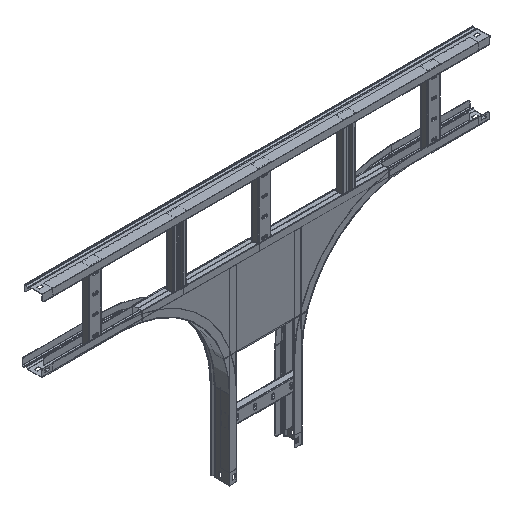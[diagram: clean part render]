
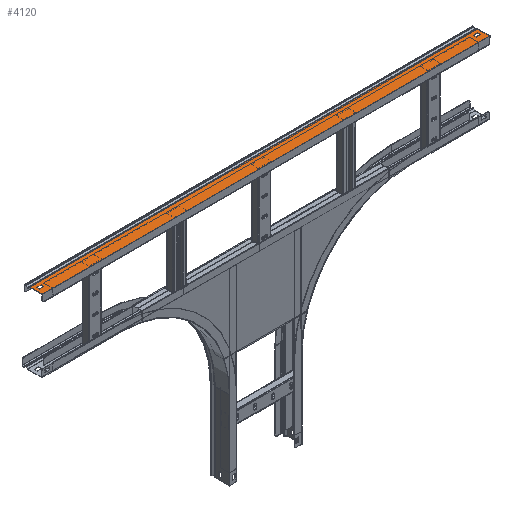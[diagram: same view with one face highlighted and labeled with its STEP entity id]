
A CAD part, isometric view. The second image highlights one B-rep face of the part: STEP entity #4120.
In plain terms, the highlighted face is planar.
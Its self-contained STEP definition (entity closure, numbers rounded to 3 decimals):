
#111 = CARTESIAN_POINT ( 'NONE',  ( 0., 34.499, -617. ) ) ;
#266 = LINE ( 'NONE', #3537, #8073 ) ;
#387 = DIRECTION ( 'NONE',  ( 0., 0., 1. ) ) ;
#447 = EDGE_CURVE ( 'NONE', #9555, #4000, #1607, .T. ) ;
#452 = DIRECTION ( 'NONE',  ( 0., -1., 0. ) ) ;
#492 = VERTEX_POINT ( 'NONE', #5479 ) ;
#600 = ORIENTED_EDGE ( 'NONE', *, *, #4373, .T. ) ;
#671 = VECTOR ( 'NONE', #9514, 1000. ) ;
#683 = LINE ( 'NONE', #2787, #3695 ) ;
#725 = CARTESIAN_POINT ( 'NONE',  ( 0., 0., 617. ) ) ;
#866 = LINE ( 'NONE', #6116, #9634 ) ;
#869 = CARTESIAN_POINT ( 'NONE',  ( 0., 2.2, -617. ) ) ;
#871 = VERTEX_POINT ( 'NONE', #9401 ) ;
#948 = CARTESIAN_POINT ( 'NONE',  ( 0., 17.5, 608. ) ) ;
#955 = DIRECTION ( 'NONE',  ( 0., 0., 1. ) ) ;
#1076 = EDGE_CURVE ( 'NONE', #4149, #8332, #9028, .T. ) ;
#1092 = CARTESIAN_POINT ( 'NONE',  ( 0., 35.525, 617. ) ) ;
#1095 = FACE_OUTER_BOUND ( 'NONE', #8267, .T. ) ;
#1129 = VERTEX_POINT ( 'NONE', #6506 ) ;
#1136 = LINE ( 'NONE', #7929, #4542 ) ;
#1171 = DIRECTION ( 'NONE',  ( 0., 0., -1. ) ) ;
#1199 = EDGE_CURVE ( 'NONE', #6863, #1269, #2986, .T. ) ;
#1214 = VECTOR ( 'NONE', #387, 1000. ) ;
#1269 = VERTEX_POINT ( 'NONE', #4362 ) ;
#1292 = AXIS2_PLACEMENT_3D ( 'NONE', #2827, #7491, #3617 ) ;
#1337 = DIRECTION ( 'NONE',  ( 0., 1., 0. ) ) ;
#1463 = LINE ( 'NONE', #9673, #1214 ) ;
#1607 = LINE ( 'NONE', #4707, #4511 ) ;
#1706 = DIRECTION ( 'NONE',  ( 0., 1., 0. ) ) ;
#1738 = LINE ( 'NONE', #8313, #2198 ) ;
#1747 = ORIENTED_EDGE ( 'NONE', *, *, #7414, .F. ) ;
#1889 = LINE ( 'NONE', #3357, #5967 ) ;
#1917 = ORIENTED_EDGE ( 'NONE', *, *, #3799, .F. ) ;
#1984 = VERTEX_POINT ( 'NONE', #6509 ) ;
#2015 = EDGE_CURVE ( 'NONE', #1984, #2968, #683, .T. ) ;
#2023 = DIRECTION ( 'NONE',  ( 0., 1., 0. ) ) ;
#2031 = CARTESIAN_POINT ( 'NONE',  ( 0., 0., -617. ) ) ;
#2198 = VECTOR ( 'NONE', #6009, 1000. ) ;
#2224 = VERTEX_POINT ( 'NONE', #948 ) ;
#2283 = DIRECTION ( 'NONE',  ( 0., -1., 0. ) ) ;
#2352 = EDGE_CURVE ( 'NONE', #2968, #492, #4913, .T. ) ;
#2372 = EDGE_CURVE ( 'NONE', #9257, #6863, #1136, .T. ) ;
#2787 = CARTESIAN_POINT ( 'NONE',  ( 0., 24.5, 596. ) ) ;
#2827 = CARTESIAN_POINT ( 'NONE',  ( 0., 2.2, -617. ) ) ;
#2968 = VERTEX_POINT ( 'NONE', #5993 ) ;
#2986 = LINE ( 'NONE', #3640, #3596 ) ;
#3045 = LINE ( 'NONE', #3128, #4277 ) ;
#3128 = CARTESIAN_POINT ( 'NONE',  ( 0., 17.5, -608. ) ) ;
#3357 = CARTESIAN_POINT ( 'NONE',  ( 0., 24.5, -596. ) ) ;
#3374 = CARTESIAN_POINT ( 'NONE',  ( 0., 24.5, -608. ) ) ;
#3388 = CARTESIAN_POINT ( 'NONE',  ( 0., 17.5, -596. ) ) ;
#3445 = ORIENTED_EDGE ( 'NONE', *, *, #2352, .T. ) ;
#3492 = EDGE_CURVE ( 'NONE', #7159, #7623, #8838, .T. ) ;
#3537 = CARTESIAN_POINT ( 'NONE',  ( 0., 17.5, 608. ) ) ;
#3596 = VECTOR ( 'NONE', #5075, 1000. ) ;
#3617 = DIRECTION ( 'NONE',  ( 0., 0., -1. ) ) ;
#3640 = CARTESIAN_POINT ( 'NONE',  ( 0., 2.2, -617. ) ) ;
#3685 = LINE ( 'NONE', #4633, #5380 ) ;
#3695 = VECTOR ( 'NONE', #1337, 1000. ) ;
#3799 = EDGE_CURVE ( 'NONE', #1269, #4000, #1463, .T. ) ;
#3999 = ORIENTED_EDGE ( 'NONE', *, *, #1076, .F. ) ;
#4000 = VERTEX_POINT ( 'NONE', #1092 ) ;
#4020 = DIRECTION ( 'NONE',  ( 0., 0., 1. ) ) ;
#4120 = ADVANCED_FACE ( 'NONE', ( #1095, #5917, #4979 ), #7450, .F. ) ;
#4149 = VERTEX_POINT ( 'NONE', #8186 ) ;
#4277 = VECTOR ( 'NONE', #4020, 1000. ) ;
#4362 = CARTESIAN_POINT ( 'NONE',  ( 0., 35.525, -617. ) ) ;
#4373 = EDGE_CURVE ( 'NONE', #492, #2224, #866, .T. ) ;
#4511 = VECTOR ( 'NONE', #1706, 1000. ) ;
#4542 = VECTOR ( 'NONE', #4864, 1000. ) ;
#4576 = ORIENTED_EDGE ( 'NONE', *, *, #2372, .F. ) ;
#4633 = CARTESIAN_POINT ( 'NONE',  ( 0., 24.5, -608. ) ) ;
#4644 = VECTOR ( 'NONE', #452, 1000. ) ;
#4707 = CARTESIAN_POINT ( 'NONE',  ( 0., 36.184, 617. ) ) ;
#4826 = EDGE_CURVE ( 'NONE', #2224, #1984, #266, .T. ) ;
#4864 = DIRECTION ( 'NONE',  ( 0., 1., 0. ) ) ;
#4913 = LINE ( 'NONE', #5689, #671 ) ;
#4979 = FACE_BOUND ( 'NONE', #9927, .T. ) ;
#5075 = DIRECTION ( 'NONE',  ( 0., 1., 0. ) ) ;
#5255 = ORIENTED_EDGE ( 'NONE', *, *, #1199, .F. ) ;
#5291 = LINE ( 'NONE', #8137, #7535 ) ;
#5380 = VECTOR ( 'NONE', #2283, 1000. ) ;
#5479 = CARTESIAN_POINT ( 'NONE',  ( 0., 24.5, 608. ) ) ;
#5541 = VECTOR ( 'NONE', #1171, 1000. ) ;
#5689 = CARTESIAN_POINT ( 'NONE',  ( 0., 24.5, 608. ) ) ;
#5776 = ORIENTED_EDGE ( 'NONE', *, *, #4826, .T. ) ;
#5787 = DIRECTION ( 'NONE',  ( 0., 0., -1. ) ) ;
#5917 = FACE_BOUND ( 'NONE', #7029, .T. ) ;
#5967 = VECTOR ( 'NONE', #8709, 1000. ) ;
#5993 = CARTESIAN_POINT ( 'NONE',  ( 0., 24.5, 596. ) ) ;
#6000 = EDGE_CURVE ( 'NONE', #871, #9555, #5291, .T. ) ;
#6009 = DIRECTION ( 'NONE',  ( 0., -1., 0. ) ) ;
#6116 = CARTESIAN_POINT ( 'NONE',  ( 0., 24.5, 608. ) ) ;
#6399 = ORIENTED_EDGE ( 'NONE', *, *, #8308, .F. ) ;
#6481 = CARTESIAN_POINT ( 'NONE',  ( 0., 34.499, 617. ) ) ;
#6506 = CARTESIAN_POINT ( 'NONE',  ( 0., 17.5, -608. ) ) ;
#6509 = CARTESIAN_POINT ( 'NONE',  ( 0., 17.5, 596. ) ) ;
#6756 = LINE ( 'NONE', #7304, #4644 ) ;
#6863 = VERTEX_POINT ( 'NONE', #111 ) ;
#6926 = ORIENTED_EDGE ( 'NONE', *, *, #6000, .T. ) ;
#6977 = CARTESIAN_POINT ( 'NONE',  ( 0., 0., -617. ) ) ;
#7029 = EDGE_LOOP ( 'NONE', ( #3445, #600, #5776, #9789 ) ) ;
#7103 = ORIENTED_EDGE ( 'NONE', *, *, #8266, .T. ) ;
#7131 = EDGE_CURVE ( 'NONE', #8741, #4149, #1889, .T. ) ;
#7157 = ORIENTED_EDGE ( 'NONE', *, *, #7131, .F. ) ;
#7159 = VERTEX_POINT ( 'NONE', #2031 ) ;
#7176 = ORIENTED_EDGE ( 'NONE', *, *, #3492, .T. ) ;
#7304 = CARTESIAN_POINT ( 'NONE',  ( 0., 0., -617. ) ) ;
#7414 = EDGE_CURVE ( 'NONE', #8332, #1129, #3685, .T. ) ;
#7450 = PLANE ( 'NONE',  #1292 ) ;
#7491 = DIRECTION ( 'NONE',  ( 1., 0., 0. ) ) ;
#7535 = VECTOR ( 'NONE', #2023, 1000. ) ;
#7623 = VERTEX_POINT ( 'NONE', #725 ) ;
#7929 = CARTESIAN_POINT ( 'NONE',  ( 0., 2.2, -617. ) ) ;
#7955 = EDGE_CURVE ( 'NONE', #1129, #8741, #3045, .T. ) ;
#8073 = VECTOR ( 'NONE', #5787, 1000. ) ;
#8137 = CARTESIAN_POINT ( 'NONE',  ( 0., 2.2, 617. ) ) ;
#8186 = CARTESIAN_POINT ( 'NONE',  ( 0., 24.5, -596. ) ) ;
#8266 = EDGE_CURVE ( 'NONE', #9257, #7159, #6756, .T. ) ;
#8267 = EDGE_LOOP ( 'NONE', ( #6926, #8899, #1917, #5255, #4576, #7103, #7176, #6399 ) ) ;
#8308 = EDGE_CURVE ( 'NONE', #871, #7623, #1738, .T. ) ;
#8313 = CARTESIAN_POINT ( 'NONE',  ( 0., 2.2, 617. ) ) ;
#8332 = VERTEX_POINT ( 'NONE', #8346 ) ;
#8346 = CARTESIAN_POINT ( 'NONE',  ( 0., 24.5, -608. ) ) ;
#8416 = ORIENTED_EDGE ( 'NONE', *, *, #7955, .F. ) ;
#8601 = VECTOR ( 'NONE', #955, 1000. ) ;
#8709 = DIRECTION ( 'NONE',  ( 0., 1., 0. ) ) ;
#8741 = VERTEX_POINT ( 'NONE', #3388 ) ;
#8838 = LINE ( 'NONE', #6977, #8601 ) ;
#8899 = ORIENTED_EDGE ( 'NONE', *, *, #447, .T. ) ;
#9028 = LINE ( 'NONE', #3374, #5541 ) ;
#9179 = DIRECTION ( 'NONE',  ( 0., -1., 0. ) ) ;
#9257 = VERTEX_POINT ( 'NONE', #869 ) ;
#9401 = CARTESIAN_POINT ( 'NONE',  ( 0., 2.2, 617. ) ) ;
#9514 = DIRECTION ( 'NONE',  ( 0., 0., 1. ) ) ;
#9555 = VERTEX_POINT ( 'NONE', #6481 ) ;
#9634 = VECTOR ( 'NONE', #9179, 1000. ) ;
#9673 = CARTESIAN_POINT ( 'NONE',  ( 0., 35.525, -617. ) ) ;
#9789 = ORIENTED_EDGE ( 'NONE', *, *, #2015, .T. ) ;
#9927 = EDGE_LOOP ( 'NONE', ( #1747, #3999, #7157, #8416 ) ) ;
